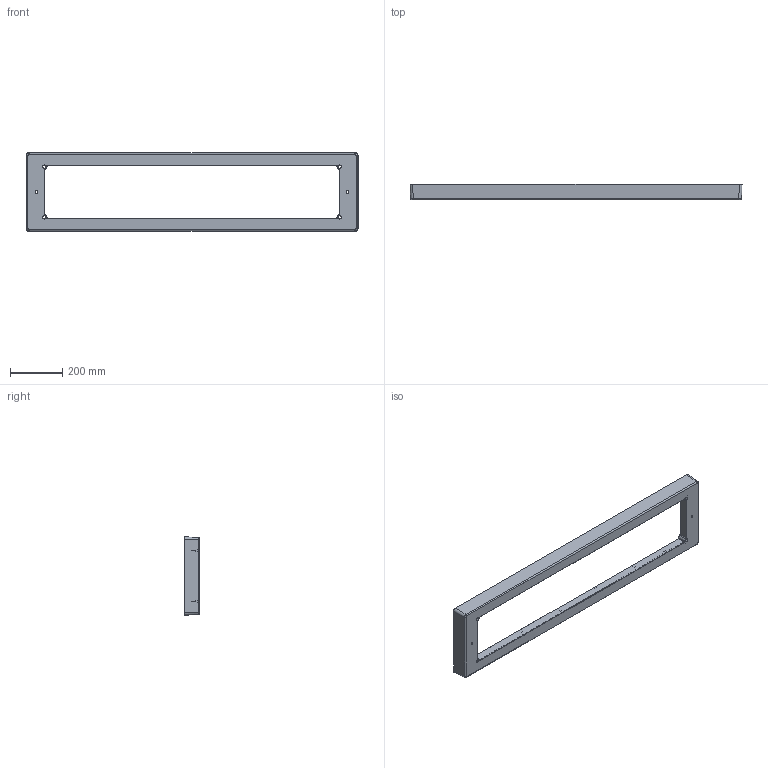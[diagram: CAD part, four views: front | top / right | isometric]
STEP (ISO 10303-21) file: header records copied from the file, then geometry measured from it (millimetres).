
FILE_DESCRIPTION(('STEP AP242'),'1');
FILE_NAME('nsyznpla123g.stp','2021-03-08T10:25:24',('TraceParts'),('TraceParts S.A.'),'Spatial InterOp 3D',' ',' ');
FILE_SCHEMA(('AP242_MANAGED_MODEL_BASED_3D_ENGINEERING_MIM_LF {1 0 10303 442 1 1 4}'));
Length unit declared in the file: millimetre
Products named in the file (1): nsyznpla123g
Bounding box: 1270 x 60 x 300 mm (x, y, z)
Volume: 1718219.3 mm3; surface area: 846396.5 mm2
Topology: 1 solids, 1 shells, 359 faces, 898 edges, 493 vertices
Faces by surface type: cylinder 120, plane 91, bspline 48, sphere 48, cone 32, torus 20
Entity records: 12173 total; most frequent: CARTESIAN_POINT 4388, ORIENTED_EDGE 1696, DIRECTION 1508, EDGE_CURVE 848, AXIS2_PLACEMENT_3D 552, VERTEX_POINT 492, LINE 404, VECTOR 404
